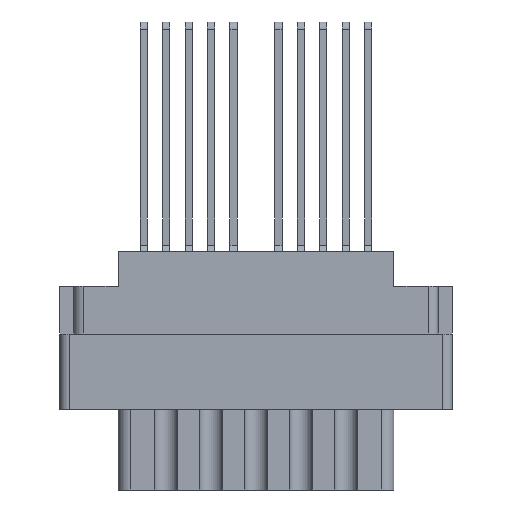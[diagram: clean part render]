
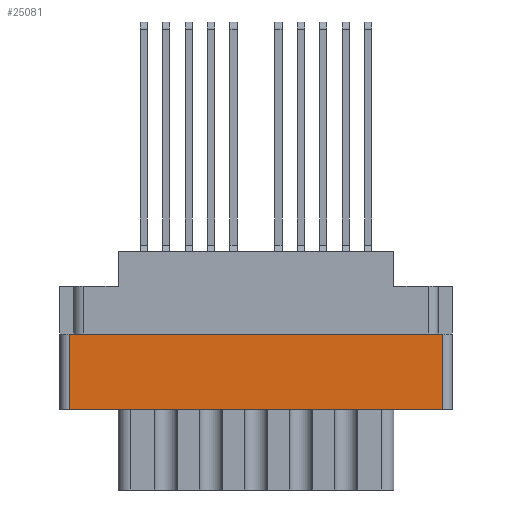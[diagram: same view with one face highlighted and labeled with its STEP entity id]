
A CAD part, front view. The second image highlights one B-rep face of the part: STEP entity #25081.
In plain terms, the highlighted planar face has unit normal (0, -1, 0).
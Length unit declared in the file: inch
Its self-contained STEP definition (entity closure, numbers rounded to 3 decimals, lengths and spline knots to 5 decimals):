
#118 = VERTEX_POINT ( 'NONE', #11018 ) ;
#212 = ORIENTED_EDGE ( 'NONE', *, *, #281, .F. ) ;
#281 = EDGE_CURVE ( 'NONE', #3448, #24029, #2996, .T. ) ;
#449 = CARTESIAN_POINT ( 'NONE',  ( 0., -0.343, -0.529 ) ) ;
#573 = DIRECTION ( 'NONE',  ( 0., 0., 1. ) ) ;
#971 = AXIS2_PLACEMENT_3D ( 'NONE', #14489, #21004, #19004 ) ;
#1033 = DIRECTION ( 'NONE',  ( 1., 0., 0. ) ) ;
#2356 = EDGE_CURVE ( 'NONE', #118, #12239, #5492, .T. ) ;
#2791 = ORIENTED_EDGE ( 'NONE', *, *, #6188, .T. ) ;
#2996 = LINE ( 'NONE', #449, #7045 ) ;
#3448 = VERTEX_POINT ( 'NONE', #23066 ) ;
#4037 = EDGE_CURVE ( 'NONE', #3448, #12239, #16337, .T. ) ;
#4057 = CARTESIAN_POINT ( 'NONE',  ( -0.624, -0.343, -0.798 ) ) ;
#4636 = CARTESIAN_POINT ( 'NONE',  ( -0.624, -0.343, -0.529 ) ) ;
#4985 = CARTESIAN_POINT ( 'NONE',  ( 0.624, -0.343, -0.798 ) ) ;
#5161 = CARTESIAN_POINT ( 'NONE',  ( 0.624, -0.343, -0.277 ) ) ;
#5492 = LINE ( 'NONE', #27352, #8879 ) ;
#6188 = EDGE_CURVE ( 'NONE', #118, #24029, #20697, .T. ) ;
#7045 = VECTOR ( 'NONE', #9507, 39.37008 ) ;
#8879 = VECTOR ( 'NONE', #1033, 39.37008 ) ;
#9507 = DIRECTION ( 'NONE',  ( -1., 0., 0. ) ) ;
#9936 = PLANE ( 'NONE',  #971 ) ;
#9987 = FACE_OUTER_BOUND ( 'NONE', #24075, .T. ) ;
#11018 = CARTESIAN_POINT ( 'NONE',  ( -0.624, -0.343, -0.277 ) ) ;
#12239 = VERTEX_POINT ( 'NONE', #5161 ) ;
#14489 = CARTESIAN_POINT ( 'NONE',  ( -0.656, -0.343, -0.798 ) ) ;
#15545 = VECTOR ( 'NONE', #28159, 39.37008 ) ;
#16337 = LINE ( 'NONE', #4985, #27967 ) ;
#16804 = ORIENTED_EDGE ( 'NONE', *, *, #2356, .F. ) ;
#19004 = DIRECTION ( 'NONE',  ( 0., 0., -1. ) ) ;
#20697 = LINE ( 'NONE', #4057, #15545 ) ;
#21004 = DIRECTION ( 'NONE',  ( 0., -1., 0. ) ) ;
#23066 = CARTESIAN_POINT ( 'NONE',  ( 0.624, -0.343, -0.529 ) ) ;
#23587 = ORIENTED_EDGE ( 'NONE', *, *, #4037, .T. ) ;
#24029 = VERTEX_POINT ( 'NONE', #4636 ) ;
#24075 = EDGE_LOOP ( 'NONE', ( #16804, #2791, #212, #23587 ) ) ;
#25081 = ADVANCED_FACE ( 'NONE', ( #9987 ), #9936, .T. ) ;
#27352 = CARTESIAN_POINT ( 'NONE',  ( 0., -0.343, -0.277 ) ) ;
#27967 = VECTOR ( 'NONE', #573, 39.37008 ) ;
#28159 = DIRECTION ( 'NONE',  ( 0., 0., -1. ) ) ;
